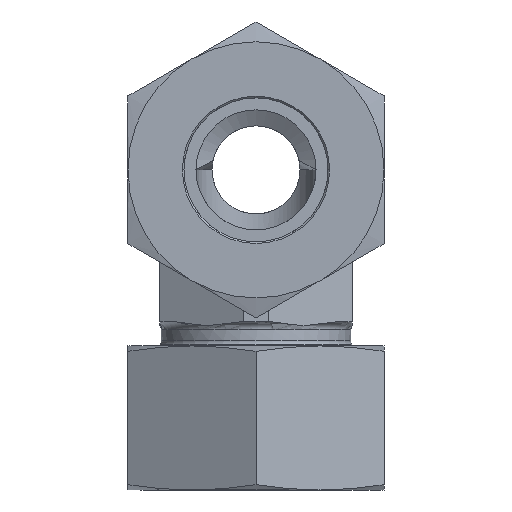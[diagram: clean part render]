
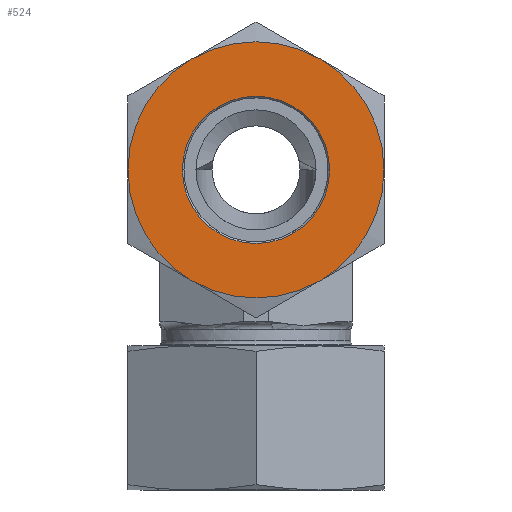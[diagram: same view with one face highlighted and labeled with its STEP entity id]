
A CAD part, front view. The second image highlights one B-rep face of the part: STEP entity #524.
In plain terms, the highlighted face is planar.
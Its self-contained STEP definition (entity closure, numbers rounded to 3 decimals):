
#428=CARTESIAN_POINT('',(9.2,0.,18.0));
#429=VERTEX_POINT('',#428);
#430=CARTESIAN_POINT('',(0.0,0.0,18.0));
#431=DIRECTION('',(0.0,0.0,1.0));
#432=DIRECTION('',(-1.0,0.0,0.0));
#433=AXIS2_PLACEMENT_3D('',#430,#431,#432);
#434=CIRCLE('',#433,9.2);
#435=EDGE_CURVE('',#429,#429,#434,.T.);
#460=CARTESIAN_POINT('',(0.,0.,18.0));
#461=DIRECTION('',(0.0,0.0,1.0));
#462=DIRECTION('',(1.0,0.0,0.0));
#463=AXIS2_PLACEMENT_3D('',#460,#461,#462);
#464=PLANE('',#463);
#465=CARTESIAN_POINT('',(-8.,-13.856,18.0));
#466=VERTEX_POINT('',#465);
#467=CARTESIAN_POINT('',(8.,-13.856,18.0));
#468=VERTEX_POINT('',#467);
#469=CARTESIAN_POINT('',(0.0,0.0,18.0));
#470=DIRECTION('',(0.0,0.0,1.0));
#471=DIRECTION('',(-0.5,-0.866,0.0));
#472=AXIS2_PLACEMENT_3D('',#469,#470,#471);
#473=CIRCLE('',#472,16.);
#474=EDGE_CURVE('',#466,#468,#473,.T.);
#475=ORIENTED_EDGE('',*,*,#474,.T.);
#476=CARTESIAN_POINT('',(16.0,0.,18.0));
#477=VERTEX_POINT('',#476);
#478=CARTESIAN_POINT('',(0.0,0.0,18.0));
#479=DIRECTION('',(0.0,0.0,1.0));
#480=DIRECTION('',(-0.5,-0.866,0.0));
#481=AXIS2_PLACEMENT_3D('',#478,#479,#480);
#482=CIRCLE('',#481,16.);
#483=EDGE_CURVE('',#468,#477,#482,.T.);
#484=ORIENTED_EDGE('',*,*,#483,.T.);
#485=CARTESIAN_POINT('',(8.,13.856,18.0));
#486=VERTEX_POINT('',#485);
#487=CARTESIAN_POINT('',(0.0,0.0,18.0));
#488=DIRECTION('',(0.0,0.0,1.0));
#489=DIRECTION('',(-0.5,-0.866,0.0));
#490=AXIS2_PLACEMENT_3D('',#487,#488,#489);
#491=CIRCLE('',#490,16.);
#492=EDGE_CURVE('',#477,#486,#491,.T.);
#493=ORIENTED_EDGE('',*,*,#492,.T.);
#494=CARTESIAN_POINT('',(-8.,13.856,18.0));
#495=VERTEX_POINT('',#494);
#496=CARTESIAN_POINT('',(0.0,0.0,18.0));
#497=DIRECTION('',(0.0,0.0,1.0));
#498=DIRECTION('',(-0.5,-0.866,0.0));
#499=AXIS2_PLACEMENT_3D('',#496,#497,#498);
#500=CIRCLE('',#499,16.);
#501=EDGE_CURVE('',#486,#495,#500,.T.);
#502=ORIENTED_EDGE('',*,*,#501,.T.);
#503=CARTESIAN_POINT('',(-16.0,0.0,18.0));
#504=VERTEX_POINT('',#503);
#505=CARTESIAN_POINT('',(0.0,0.0,18.0));
#506=DIRECTION('',(0.0,0.0,1.0));
#507=DIRECTION('',(-0.5,-0.866,0.0));
#508=AXIS2_PLACEMENT_3D('',#505,#506,#507);
#509=CIRCLE('',#508,16.);
#510=EDGE_CURVE('',#495,#504,#509,.T.);
#511=ORIENTED_EDGE('',*,*,#510,.T.);
#512=CARTESIAN_POINT('',(0.0,0.0,18.0));
#513=DIRECTION('',(0.0,0.0,1.0));
#514=DIRECTION('',(-0.5,-0.866,0.0));
#515=AXIS2_PLACEMENT_3D('',#512,#513,#514);
#516=CIRCLE('',#515,16.);
#517=EDGE_CURVE('',#504,#466,#516,.T.);
#518=ORIENTED_EDGE('',*,*,#517,.T.);
#519=EDGE_LOOP('',(#475,#484,#493,#502,#511,#518));
#520=FACE_OUTER_BOUND('',#519,.T.);
#521=ORIENTED_EDGE('',*,*,#435,.F.);
#522=EDGE_LOOP('',(#521));
#523=FACE_BOUND('',#522,.T.);
#524=ADVANCED_FACE('',(#520,#523),#464,.T.);
